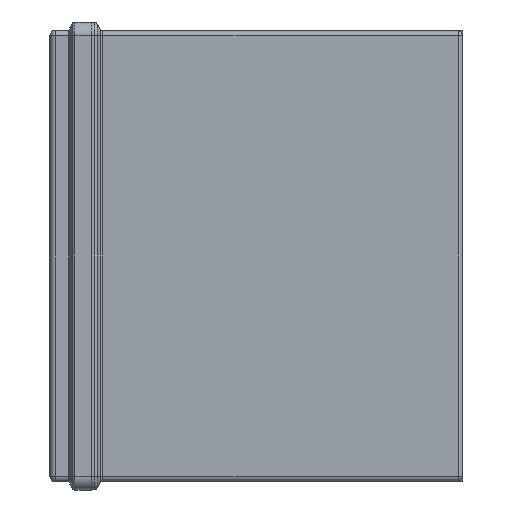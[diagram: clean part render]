
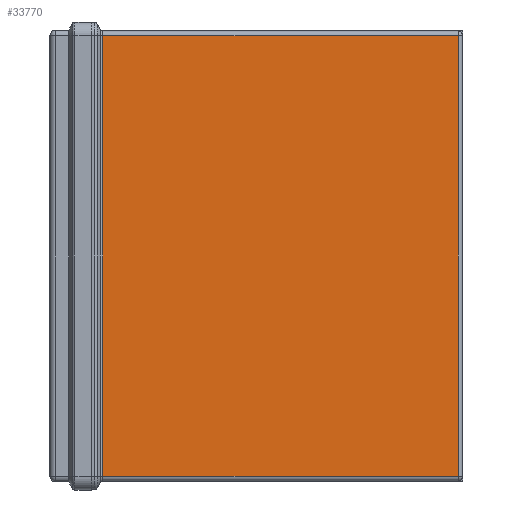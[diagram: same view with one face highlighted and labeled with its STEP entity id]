
A CAD part, left-side view. The second image highlights one B-rep face of the part: STEP entity #33770.
In plain terms, the highlighted planar face has unit normal (-1, 0, 0).
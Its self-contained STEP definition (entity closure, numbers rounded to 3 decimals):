
#2755 = ORIENTED_EDGE ( 'NONE', *, *, #15271, .T. ) ;
#2898 = ORIENTED_EDGE ( 'NONE', *, *, #15270, .T. ) ;
#2899 = ORIENTED_EDGE ( 'NONE', *, *, #15272, .T. ) ;
#2921 = ORIENTED_EDGE ( 'NONE', *, *, #15273, .T. ) ;
#15270 = EDGE_CURVE ( 'NONE', #16528, #16525, #23994, .T. ) ;
#15271 = EDGE_CURVE ( 'NONE', #16527, #16528, #23988, .T. ) ;
#15272 = EDGE_CURVE ( 'NONE', #16524, #16527, #23998, .T. ) ;
#15273 = EDGE_CURVE ( 'NONE', #16525, #16524, #24000, .T. ) ;
#16524 = VERTEX_POINT ( 'NONE', #18291 ) ;
#16525 = VERTEX_POINT ( 'NONE', #18289 ) ;
#16527 = VERTEX_POINT ( 'NONE', #18285 ) ;
#16528 = VERTEX_POINT ( 'NONE', #18272 ) ;
#18272 = CARTESIAN_POINT ( 'NONE',  ( -167.25, -4.229, 79.95 ) ) ;
#18285 = CARTESIAN_POINT ( 'NONE',  ( -167.25, -133.3, 79.95 ) ) ;
#18289 = CARTESIAN_POINT ( 'NONE',  ( -167.25, -4.229, -79.95 ) ) ;
#18291 = CARTESIAN_POINT ( 'NONE',  ( -167.25, -133.3, -79.95 ) ) ;
#18651 = FACE_OUTER_BOUND ( 'NONE', #25146, .T. ) ;
#23988 = LINE ( 'NONE', #27067, #23999 ) ;
#23994 = LINE ( 'NONE', #27022, #23997 ) ;
#23997 = VECTOR ( 'NONE', #27017, 1000. ) ;
#23998 = LINE ( 'NONE', #27008, #24001 ) ;
#23999 = VECTOR ( 'NONE', #27014, 1000. ) ;
#24000 = LINE ( 'NONE', #27001, #24003 ) ;
#24001 = VECTOR ( 'NONE', #27003, 1000. ) ;
#24003 = VECTOR ( 'NONE', #26997, 1000. ) ;
#25146 = EDGE_LOOP ( 'NONE', ( #2921, #2899, #2755, #2898 ) ) ;
#26997 = DIRECTION ( 'NONE',  ( 0., -1., 0. ) ) ;
#27001 = CARTESIAN_POINT ( 'NONE',  ( -167.25, -134.8, -79.95 ) ) ;
#27003 = DIRECTION ( 'NONE',  ( 0., 0., 1. ) ) ;
#27008 = CARTESIAN_POINT ( 'NONE',  ( -167.25, -133.3, -81.75 ) ) ;
#27014 = DIRECTION ( 'NONE',  ( 0., 1., 0. ) ) ;
#27017 = DIRECTION ( 'NONE',  ( 0., 0., -1. ) ) ;
#27022 = CARTESIAN_POINT ( 'NONE',  ( -167.25, -4.229, -81.75 ) ) ;
#27067 = CARTESIAN_POINT ( 'NONE',  ( -167.25, -134.8, 79.95 ) ) ;
#33770 = ADVANCED_FACE ( 'NONE', ( #18651 ), #39031, .T. ) ;
#35154 = AXIS2_PLACEMENT_3D ( 'NONE', #39026, #39033, #39034 ) ;
#39026 = CARTESIAN_POINT ( 'NONE',  ( -167.25, -134.8, -81.75 ) ) ;
#39031 = PLANE ( 'NONE',  #35154 ) ;
#39033 = DIRECTION ( 'NONE',  ( -1., 0., 0. ) ) ;
#39034 = DIRECTION ( 'NONE',  ( 0., 0., 1. ) ) ;
